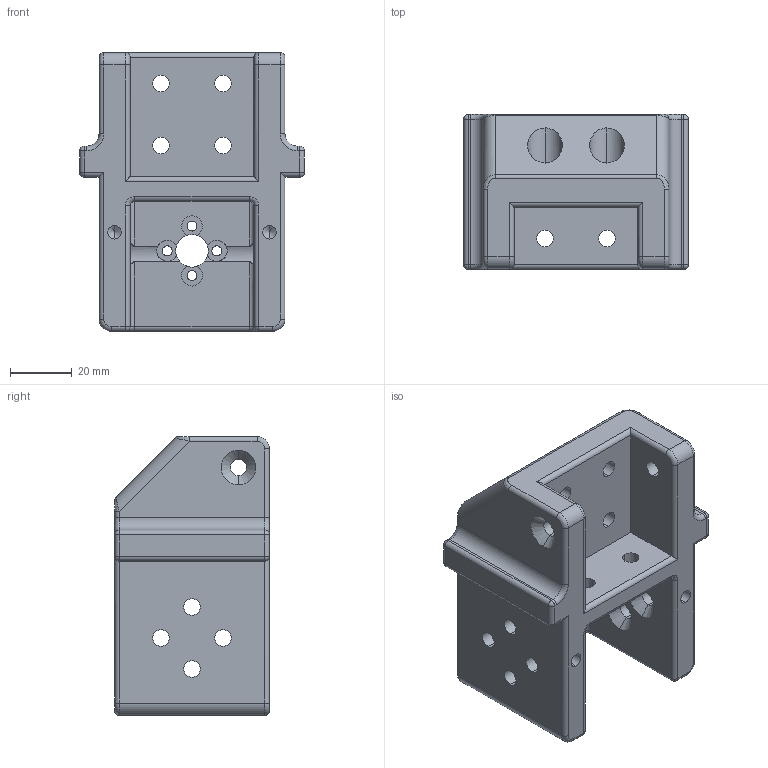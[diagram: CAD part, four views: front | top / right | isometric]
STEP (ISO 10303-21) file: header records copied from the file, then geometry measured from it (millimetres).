
FILE_DESCRIPTION (( 'STEP AP214' ), '1' );
FILE_NAME ('mainZCar.STEP', '2025-09-18T19:07:33', ( '' ), ( '' ), 'SwSTEP 2.0', 'SolidWorks 2024', '' );
FILE_SCHEMA (( 'AUTOMOTIVE_DESIGN' ));
Length unit declared in the file: millimetre
Products named in the file (1): mainZCar
Bounding box: 72.5 x 50 x 90 mm (x, y, z)
Volume: 153833.5 mm3; surface area: 33822.3 mm2
Topology: 1 solids, 1 shells, 235 faces, 591 edges, 339 vertices
Faces by surface type: cylinder 133, cone 40, plane 30, torus 16, sphere 10, bspline 6
Entity records: 9850 total; most frequent: CARTESIAN_POINT 1554, DIRECTION 1284, ORIENTED_EDGE 1154, EDGE_CURVE 577, AXIS2_PLACEMENT_3D 517, VERTEX_POINT 339, CIRCLE 287, EDGE_LOOP 272
